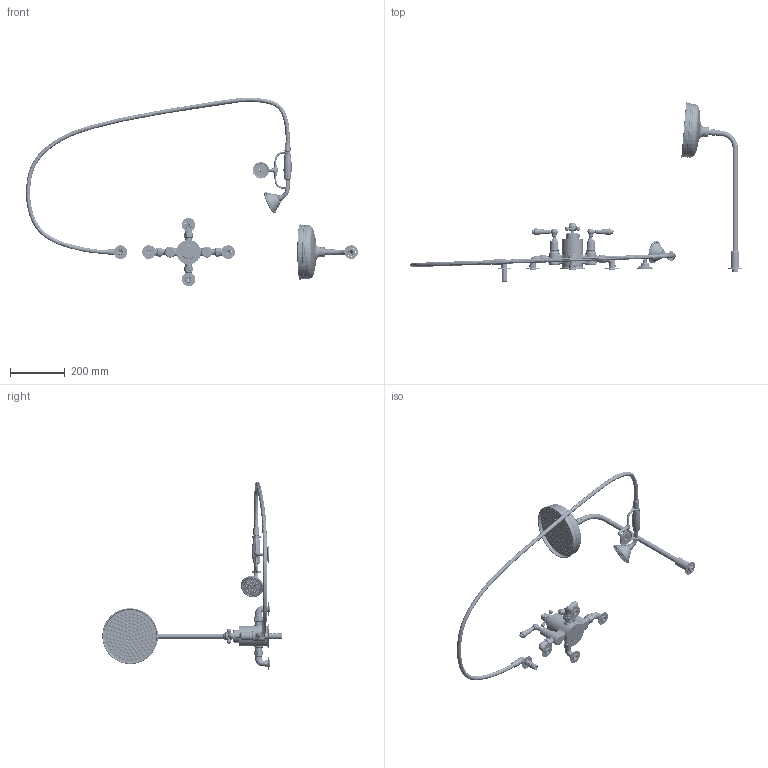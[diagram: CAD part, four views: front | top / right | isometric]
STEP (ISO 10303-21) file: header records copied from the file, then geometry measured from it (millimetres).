
FILE_DESCRIPTION((''),'2;1');
FILE_NAME('SD190-2563_ASM','2023-08-26T13:59:00',('dell'),(''),'CREO PARAMETRIC BY PTC INC, 2019224','CREO PARAMETRIC BY PTC INC, 2019224','');
FILE_SCHEMA(('CONFIG_CONTROL_DESIGN'));
Products named in the file (79): _X2_52A09AD89F7F_X0_; _X2_624B67C45E3D_X0_; M4X45; _X2_5F2F63A55934_X0_; _X2_8FDB6C3463A55934_X0_; _X2_95017D275E3D_X0_; _X2_516D89D25E3D_X0_; _X2_7D2B94DC5708_X0_; _X2_624B67C48FDE63A55934_X0_3; _X2_58997F69_X0_1; _X2_534A57069F7F5957_X0__SD1015; _X2_967674F7_X0_2; _X2_5B9A5E3D_X0_; _X2_624B67C46746_X0_; _X2_6A6180F657AB7247_X0_; _X2_967674F7624B67C4_X0_; _X2_4E3B4F5363A55957_X0_; _X2_52A09AD89F7F_X0__2; _X2_5FEB5F0063A55957_X0_; SD10122160326_X2_5FEB5F00960082; _X2_538B5E3D76D6_X0_; M6X65; _13_1_0001; 200; _13_2_0001; __10001; 100; 300; _X2_767D827259276D4191CF60526E2_ASM; _X2_4E3B4F53_X0_; _X2_60526E29960082AF5B9A4F4D585; _X2_58355934_X0_; _X2_53415B57624B8F6E_X0_; _X2_5E955EA7_X0_; _X2_60526E29624B8F6E_X0_; _X2_630994AE_X0_; NONE; _2_2_0001; 15_X2_6B6256DE9600_X0__ASM; _X2_538B_X0____X2_5E3D_X0__SD10 ...
Assembly tree (115 placements, depth 5):
  SD190-2563_ASM
    SD190-2563_1_ASM
      _X2_52A09AD89F7F_X0_  x2
      _X2_624B67C45E3D_X0_  x2
      M4X45  x3
      _X2_5F2F63A55934_X0_  x4
      _X2_8FDB6C3463A55934_X0_  x2
      _X2_95017D275E3D_X0_  x4
      _X2_516D89D25E3D_X0_  x4
      _X2_7D2B94DC5708_X0_  x4
      _X2_624B67C48FDE63A55934_X0_3  x2
      _X2_58997F69_X0_1  x4
      _X2_534A57069F7F5957_X0__SD1015
      _X2_967674F7_X0_2
      _X2_5B9A5E3D_X0_  x4
      _X2_624B67C46746_X0_  x4
      _X2_6A6180F657AB7247_X0_  x4
      _X2_967674F7624B67C4_X0_  x2
      _X2_4E3B4F5363A55957_X0_
      _X2_52A09AD89F7F_X0__2
      _X2_5FEB5F0063A55957_X0_  x2
      SD10122160326_X2_5FEB5F00960082  x2
      _X2_538B5E3D76D6_X0_
      M6X65  x2
      _X2_767D827259276D4191CF60526E2_ASM
        _13_1_0001
        200
        _13_2_0001
        __10001
        100
        300
      _X2_4E3B4F53_X0_
      _X2_60526E29960082AF5B9A4F4D585
      _X2_58355934_X0_  x2
      _X2_53415B57624B8F6E_X0_
      _X2_5E955EA7_X0_
      _X2_60526E29624B8F6E_X0_
      _X2_630994AE_X0_
      15_X2_6B6256DE9600_X0__ASM  x2
        NONE
        _2_2_0001
        200
      _X2_538B_X0____X2_5E3D_X0__SD10
      _X2_538B5E3D_X0_1
      _X2_8FDE63A55934_X0_  x2
      _X2_967674F7_X0_
      M3X20
    ASM0003_ASM
      SD8039_1_2_ASM
        _X2_56FA5B9A5EA7_X0__1
        _X2_58997F69_X0__1
        _X2_8FDE63A55934_X0__1_2
        _X2_57AB7247_X0__1
        SD03061001001__X2_5185516D89D_1
        _X2_652F67B6_X0__1
    SD8038_ASM
      SD8038_1_ASM
        _X2_58997F69_X0_1_1
        JIETOU_ASM__X2_63A55934_X0__ASM
          _X2_63A55934_X0_
Bounding box: 1217.93 x 658.45 x 691.1 mm (x, y, z)
Volume: 1266289.6 mm3; surface area: 820237.8 mm2
Topology: 108 solids, 115 shells, 6878 faces, 16591 edges, 10367 vertices
Faces by surface type: cylinder 2073, plane 1654, torus 1074, cone 1021, bspline 574, extrusion 410, sphere 71, revolution 1
Entity records: 225528 total; most frequent: CARTESIAN_POINT 91382, DIRECTION 27728, ORIENTED_EDGE 27516, EDGE_CURVE 13781, AXIS2_PLACEMENT_3D 11568, VERTEX_POINT 8678, EDGE_LOOP 6621, CIRCLE 6526
